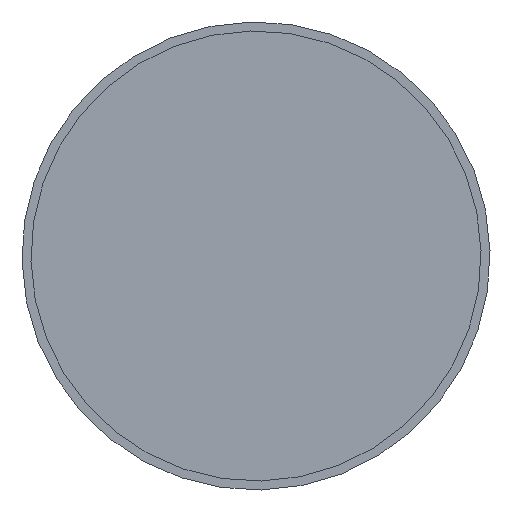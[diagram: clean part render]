
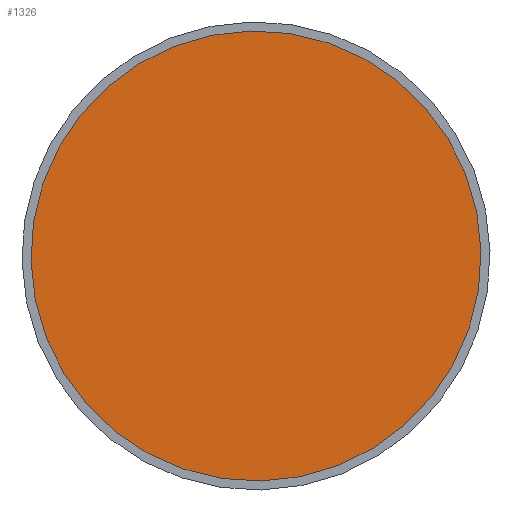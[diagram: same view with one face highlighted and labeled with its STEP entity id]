
A CAD part, front view. The second image highlights one B-rep face of the part: STEP entity #1326.
In plain terms, the highlighted planar face has unit normal (0, -1, 0).
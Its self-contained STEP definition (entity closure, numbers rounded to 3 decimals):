
#113=PLANE('',#1490);
#247=FACE_OUTER_BOUND('',#330,.T.);
#330=EDGE_LOOP('',(#1121,#1122));
#479=CIRCLE('',#1491,25.);
#480=CIRCLE('',#1492,25.);
#616=VERTEX_POINT('',#2351);
#617=VERTEX_POINT('',#2352);
#795=EDGE_CURVE('',#616,#617,#479,.T.);
#796=EDGE_CURVE('',#617,#616,#480,.T.);
#1121=ORIENTED_EDGE('',*,*,#795,.T.);
#1122=ORIENTED_EDGE('',*,*,#796,.T.);
#1326=ADVANCED_FACE('',(#247),#113,.T.);
#1490=AXIS2_PLACEMENT_3D('',#2350,#1827,#1828);
#1491=AXIS2_PLACEMENT_3D('',#2353,#1829,#1830);
#1492=AXIS2_PLACEMENT_3D('',#2354,#1831,#1832);
#1827=DIRECTION('center_axis',(0.,-1.,0.));
#1828=DIRECTION('ref_axis',(0.661,0.,-0.751));
#1829=DIRECTION('center_axis',(0.,-1.,0.));
#1830=DIRECTION('ref_axis',(0.751,0.,0.661));
#1831=DIRECTION('center_axis',(0.,-1.,0.));
#1832=DIRECTION('ref_axis',(0.751,0.,0.661));
#2350=CARTESIAN_POINT('Origin',(9.385,-41.077,8.256));
#2351=CARTESIAN_POINT('',(18.77,-41.077,16.513));
#2352=CARTESIAN_POINT('',(-18.77,-41.077,-16.513));
#2353=CARTESIAN_POINT('Origin',(0.,-41.077,
0.));
#2354=CARTESIAN_POINT('Origin',(0.,-41.077,
0.));
